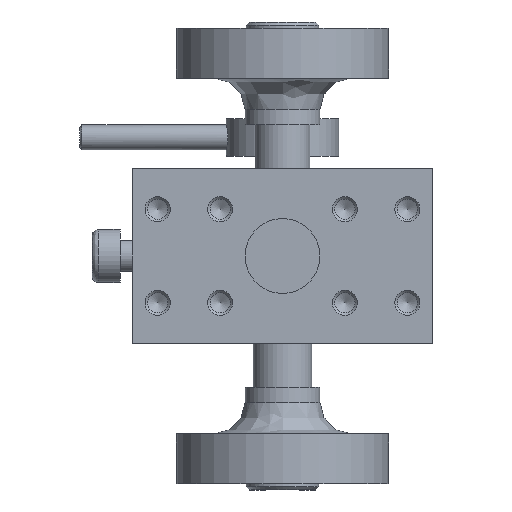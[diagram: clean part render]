
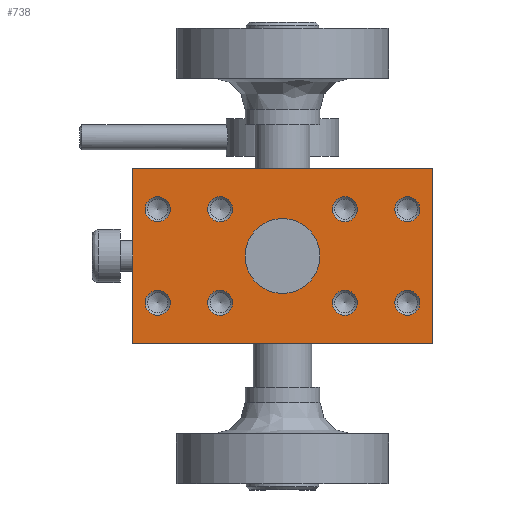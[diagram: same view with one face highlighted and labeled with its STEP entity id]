
A CAD part, front view. The second image highlights one B-rep face of the part: STEP entity #738.
In plain terms, the highlighted planar face has unit normal (0, -1, 0).
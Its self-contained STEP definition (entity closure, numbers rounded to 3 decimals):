
#58 = CARTESIAN_POINT ( 'NONE',  ( 10., 0., 7.5 ) ) ;
#99 = CARTESIAN_POINT ( 'NONE',  ( 24., 0., -14. ) ) ;
#195 = CARTESIAN_POINT ( 'NONE',  ( -20., 0., -7.5 ) ) ;
#198 = EDGE_CURVE ( 'NONE', #1688, #1533, #522, .T. ) ;
#217 = ORIENTED_EDGE ( 'NONE', *, *, #1331, .F. ) ;
#244 = CIRCLE ( 'NONE', #1400, 2. ) ;
#329 = CARTESIAN_POINT ( 'NONE',  ( 24., 0., -14. ) ) ;
#344 = ORIENTED_EDGE ( 'NONE', *, *, #198, .F. ) ;
#384 = CARTESIAN_POINT ( 'NONE',  ( 20., 0., -7.5 ) ) ;
#431 = AXIS2_PLACEMENT_3D ( 'NONE', #1901, #1099, #4606 ) ;
#442 = CIRCLE ( 'NONE', #1923, 2. ) ;
#522 = LINE ( 'NONE', #2446, #3615 ) ;
#551 = VECTOR ( 'NONE', #752, 1000. ) ;
#659 = AXIS2_PLACEMENT_3D ( 'NONE', #384, #1573, #3544 ) ;
#678 = DIRECTION ( 'NONE',  ( 0., 0., -1. ) ) ;
#710 = FACE_BOUND ( 'NONE', #2868, .T. ) ;
#738 = ADVANCED_FACE ( 'NONE', ( #3478, #3450, #1843, #3788, #3843, #4553, #710, #1453, #3076, #3021 ), #5043, .F. ) ;
#752 = DIRECTION ( 'NONE',  ( 0., 0., 1. ) ) ;
#753 = DIRECTION ( 'NONE',  ( 0., -1., 0. ) ) ;
#761 = DIRECTION ( 'NONE',  ( 0., -1., 0. ) ) ;
#778 = CIRCLE ( 'NONE', #3506, 2. ) ;
#848 = ORIENTED_EDGE ( 'NONE', *, *, #2542, .F. ) ;
#853 = DIRECTION ( 'NONE',  ( 0., 0., -1. ) ) ;
#877 = EDGE_LOOP ( 'NONE', ( #3909 ) ) ;
#899 = LINE ( 'NONE', #99, #3691 ) ;
#904 = ORIENTED_EDGE ( 'NONE', *, *, #1203, .F. ) ;
#976 = AXIS2_PLACEMENT_3D ( 'NONE', #58, #1605, #1219 ) ;
#986 = EDGE_CURVE ( 'NONE', #2044, #3970, #3069, .T. ) ;
#1043 = DIRECTION ( 'NONE',  ( 0., 0., -1. ) ) ;
#1065 = CIRCLE ( 'NONE', #659, 2. ) ;
#1099 = DIRECTION ( 'NONE',  ( 0., -1., 0. ) ) ;
#1126 = ORIENTED_EDGE ( 'NONE', *, *, #4703, .F. ) ;
#1203 = EDGE_CURVE ( 'NONE', #1521, #1521, #1065, .T. ) ;
#1207 = VERTEX_POINT ( 'NONE', #1941 ) ;
#1211 = EDGE_LOOP ( 'NONE', ( #904 ) ) ;
#1219 = DIRECTION ( 'NONE',  ( 0., 0., -1. ) ) ;
#1223 = DIRECTION ( 'NONE',  ( 0., 0., -1. ) ) ;
#1306 = CIRCLE ( 'NONE', #3372, 6. ) ;
#1331 = EDGE_CURVE ( 'NONE', #1533, #2044, #899, .T. ) ;
#1350 = AXIS2_PLACEMENT_3D ( 'NONE', #2830, #4392, #853 ) ;
#1400 = AXIS2_PLACEMENT_3D ( 'NONE', #195, #1769, #3350 ) ;
#1430 = ORIENTED_EDGE ( 'NONE', *, *, #2187, .F. ) ;
#1446 = CARTESIAN_POINT ( 'NONE',  ( -24., 0., 14. ) ) ;
#1453 = FACE_BOUND ( 'NONE', #3118, .T. ) ;
#1459 = CARTESIAN_POINT ( 'NONE',  ( -24., 0., -14. ) ) ;
#1510 = DIRECTION ( 'NONE',  ( 0., 1., 0. ) ) ;
#1521 = VERTEX_POINT ( 'NONE', #3113 ) ;
#1533 = VERTEX_POINT ( 'NONE', #329 ) ;
#1543 = VERTEX_POINT ( 'NONE', #1644 ) ;
#1562 = AXIS2_PLACEMENT_3D ( 'NONE', #1875, #2663, #1043 ) ;
#1573 = DIRECTION ( 'NONE',  ( 0., -1., 0. ) ) ;
#1605 = DIRECTION ( 'NONE',  ( 0., -1., 0. ) ) ;
#1619 = CARTESIAN_POINT ( 'NONE',  ( 0., 0., -6. ) ) ;
#1632 = DIRECTION ( 'NONE',  ( 0., 0., -1. ) ) ;
#1644 = CARTESIAN_POINT ( 'NONE',  ( -10., 0., 5.5 ) ) ;
#1662 = EDGE_LOOP ( 'NONE', ( #3926 ) ) ;
#1688 = VERTEX_POINT ( 'NONE', #1958 ) ;
#1769 = DIRECTION ( 'NONE',  ( 0., -1., 0. ) ) ;
#1825 = CARTESIAN_POINT ( 'NONE',  ( 20., 0., 5.5 ) ) ;
#1833 = EDGE_LOOP ( 'NONE', ( #3673 ) ) ;
#1843 = FACE_BOUND ( 'NONE', #877, .T. ) ;
#1849 = CARTESIAN_POINT ( 'NONE',  ( 24., 0., 14. ) ) ;
#1875 = CARTESIAN_POINT ( 'NONE',  ( 10., 0., -7.5 ) ) ;
#1879 = CARTESIAN_POINT ( 'NONE',  ( -10., 0., -9.5 ) ) ;
#1894 = VECTOR ( 'NONE', #3429, 1000. ) ;
#1901 = CARTESIAN_POINT ( 'NONE',  ( 20., 0., 7.5 ) ) ;
#1923 = AXIS2_PLACEMENT_3D ( 'NONE', #4266, #753, #678 ) ;
#1938 = EDGE_CURVE ( 'NONE', #2433, #2433, #244, .T. ) ;
#1941 = CARTESIAN_POINT ( 'NONE',  ( 10., 0., -9.5 ) ) ;
#1958 = CARTESIAN_POINT ( 'NONE',  ( 24., 0., 14. ) ) ;
#2025 = EDGE_CURVE ( 'NONE', #1207, #1207, #3798, .T. ) ;
#2044 = VERTEX_POINT ( 'NONE', #1459 ) ;
#2062 = EDGE_CURVE ( 'NONE', #3970, #1688, #3819, .T. ) ;
#2113 = VERTEX_POINT ( 'NONE', #2951 ) ;
#2186 = EDGE_CURVE ( 'NONE', #4285, #4285, #1306, .T. ) ;
#2187 = EDGE_CURVE ( 'NONE', #4767, #4767, #2220, .T. ) ;
#2200 = EDGE_LOOP ( 'NONE', ( #217, #344, #3201, #4416 ) ) ;
#2220 = CIRCLE ( 'NONE', #976, 2. ) ;
#2238 = CARTESIAN_POINT ( 'NONE',  ( 24., 0., 14. ) ) ;
#2433 = VERTEX_POINT ( 'NONE', #5104 ) ;
#2446 = CARTESIAN_POINT ( 'NONE',  ( 24., 0., 14. ) ) ;
#2542 = EDGE_CURVE ( 'NONE', #1543, #1543, #442, .T. ) ;
#2663 = DIRECTION ( 'NONE',  ( 0., -1., 0. ) ) ;
#2759 = CIRCLE ( 'NONE', #431, 2. ) ;
#2830 = CARTESIAN_POINT ( 'NONE',  ( -10., 0., -7.5 ) ) ;
#2868 = EDGE_LOOP ( 'NONE', ( #1126 ) ) ;
#2951 = CARTESIAN_POINT ( 'NONE',  ( -20., 0., 5.5 ) ) ;
#3021 = FACE_BOUND ( 'NONE', #1662, .T. ) ;
#3050 = ORIENTED_EDGE ( 'NONE', *, *, #2025, .F. ) ;
#3069 = LINE ( 'NONE', #1446, #551 ) ;
#3076 = FACE_BOUND ( 'NONE', #3180, .T. ) ;
#3113 = CARTESIAN_POINT ( 'NONE',  ( 20., 0., -9.5 ) ) ;
#3118 = EDGE_LOOP ( 'NONE', ( #1430 ) ) ;
#3180 = EDGE_LOOP ( 'NONE', ( #848 ) ) ;
#3201 = ORIENTED_EDGE ( 'NONE', *, *, #2062, .F. ) ;
#3251 = EDGE_LOOP ( 'NONE', ( #3050 ) ) ;
#3301 = EDGE_LOOP ( 'NONE', ( #4759 ) ) ;
#3350 = DIRECTION ( 'NONE',  ( 0., 0., -1. ) ) ;
#3372 = AXIS2_PLACEMENT_3D ( 'NONE', #4370, #4013, #4829 ) ;
#3397 = AXIS2_PLACEMENT_3D ( 'NONE', #2238, #1510, #4630 ) ;
#3429 = DIRECTION ( 'NONE',  ( 1., 0., 0. ) ) ;
#3450 = FACE_BOUND ( 'NONE', #3301, .T. ) ;
#3478 = FACE_OUTER_BOUND ( 'NONE', #2200, .T. ) ;
#3499 = CIRCLE ( 'NONE', #1350, 2. ) ;
#3506 = AXIS2_PLACEMENT_3D ( 'NONE', #4299, #761, #1223 ) ;
#3544 = DIRECTION ( 'NONE',  ( 0., 0., -1. ) ) ;
#3606 = EDGE_CURVE ( 'NONE', #2113, #2113, #778, .T. ) ;
#3615 = VECTOR ( 'NONE', #1632, 1000. ) ;
#3673 = ORIENTED_EDGE ( 'NONE', *, *, #4897, .F. ) ;
#3691 = VECTOR ( 'NONE', #4926, 1000. ) ;
#3767 = VERTEX_POINT ( 'NONE', #1825 ) ;
#3788 = FACE_BOUND ( 'NONE', #1833, .T. ) ;
#3798 = CIRCLE ( 'NONE', #1562, 2. ) ;
#3819 = LINE ( 'NONE', #1849, #1894 ) ;
#3843 = FACE_BOUND ( 'NONE', #3251, .T. ) ;
#3909 = ORIENTED_EDGE ( 'NONE', *, *, #3606, .F. ) ;
#3926 = ORIENTED_EDGE ( 'NONE', *, *, #1938, .F. ) ;
#3970 = VERTEX_POINT ( 'NONE', #5017 ) ;
#4013 = DIRECTION ( 'NONE',  ( 0., -1., 0. ) ) ;
#4266 = CARTESIAN_POINT ( 'NONE',  ( -10., 0., 7.5 ) ) ;
#4285 = VERTEX_POINT ( 'NONE', #1619 ) ;
#4299 = CARTESIAN_POINT ( 'NONE',  ( -20., 0., 7.5 ) ) ;
#4307 = CARTESIAN_POINT ( 'NONE',  ( 10., 0., 5.5 ) ) ;
#4370 = CARTESIAN_POINT ( 'NONE',  ( 0., 0., 0. ) ) ;
#4392 = DIRECTION ( 'NONE',  ( 0., -1., 0. ) ) ;
#4416 = ORIENTED_EDGE ( 'NONE', *, *, #986, .F. ) ;
#4553 = FACE_BOUND ( 'NONE', #1211, .T. ) ;
#4606 = DIRECTION ( 'NONE',  ( 0., 0., -1. ) ) ;
#4630 = DIRECTION ( 'NONE',  ( 0., 0., 1. ) ) ;
#4703 = EDGE_CURVE ( 'NONE', #3767, #3767, #2759, .T. ) ;
#4759 = ORIENTED_EDGE ( 'NONE', *, *, #2186, .F. ) ;
#4767 = VERTEX_POINT ( 'NONE', #4307 ) ;
#4829 = DIRECTION ( 'NONE',  ( 0., 0., -1. ) ) ;
#4897 = EDGE_CURVE ( 'NONE', #4922, #4922, #3499, .T. ) ;
#4922 = VERTEX_POINT ( 'NONE', #1879 ) ;
#4926 = DIRECTION ( 'NONE',  ( -1., 0., 0. ) ) ;
#5017 = CARTESIAN_POINT ( 'NONE',  ( -24., 0., 14. ) ) ;
#5043 = PLANE ( 'NONE',  #3397 ) ;
#5104 = CARTESIAN_POINT ( 'NONE',  ( -20., 0., -9.5 ) ) ;
